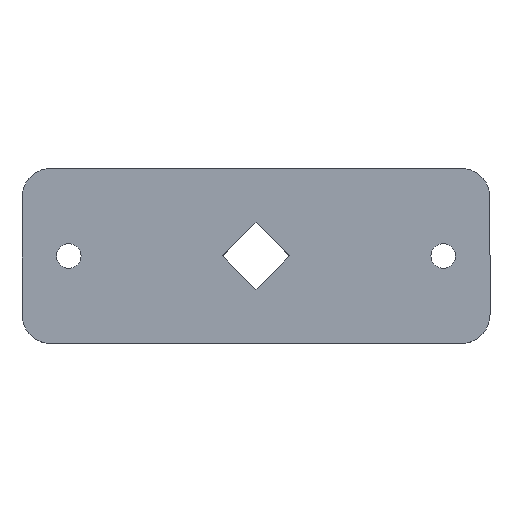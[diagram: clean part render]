
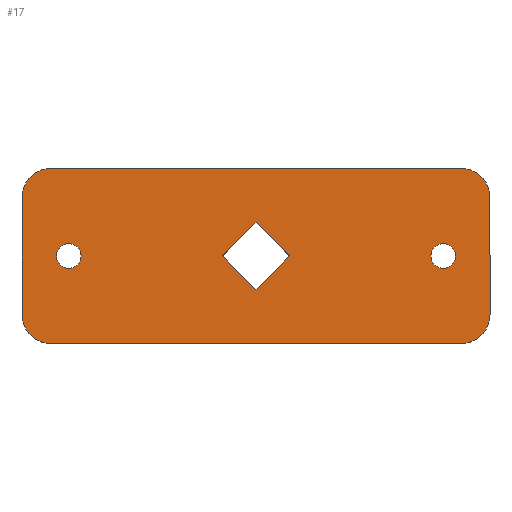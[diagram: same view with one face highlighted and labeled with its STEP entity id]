
A CAD part, top view. The second image highlights one B-rep face of the part: STEP entity #17.
In plain terms, the highlighted planar face has unit normal (0, 0, 1).
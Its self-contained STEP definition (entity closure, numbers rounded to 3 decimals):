
#9 = EDGE_CURVE ( 'NONE', #272, #273, #415, .T. ) ;
#10 = EDGE_CURVE ( 'NONE', #273, #303, #451, .T. ) ;
#11 = EDGE_CURVE ( 'NONE', #303, #659, #416, .T. ) ;
#12 = EDGE_CURVE ( 'NONE', #659, #657, #457, .T. ) ;
#13 = EDGE_CURVE ( 'NONE', #295, #299, #460, .T. ) ;
#14 = VECTOR ( 'NONE', #190, 1000. ) ;
#17 = ADVANCED_FACE ( 'NONE', ( #101, #488, #490, #491 ), #456, .F. ) ;
#19 = EDGE_CURVE ( 'NONE', #660, #274, #178, .T. ) ;
#20 = EDGE_CURVE ( 'NONE', #269, #271, #417, .T. ) ;
#21 = EDGE_CURVE ( 'NONE', #658, #295, #185, .T. ) ;
#22 = EDGE_CURVE ( 'NONE', #299, #661, #188, .T. ) ;
#39 = AXIS2_PLACEMENT_3D ( 'NONE', #450, #454, #455 ) ;
#46 = AXIS2_PLACEMENT_3D ( 'NONE', #388, #389, #390 ) ;
#47 = AXIS2_PLACEMENT_3D ( 'NONE', #400, #401, #402 ) ;
#48 = AXIS2_PLACEMENT_3D ( 'NONE', #382, #386, #387 ) ;
#49 = VECTOR ( 'NONE', #381, 1000. ) ;
#94 = VECTOR ( 'NONE', #453, 1000. ) ;
#95 = VECTOR ( 'NONE', #459, 1000. ) ;
#96 = VECTOR ( 'NONE', #462, 1000. ) ;
#100 = AXIS2_PLACEMENT_3D ( 'NONE', #447, #448, #449 ) ;
#101 = FACE_BOUND ( 'NONE', #315, .T. ) ;
#113 = EDGE_CURVE ( 'NONE', #657, #660, #419, .T. ) ;
#114 = EDGE_CURVE ( 'NONE', #661, #658, #540, .T. ) ;
#120 = AXIS2_PLACEMENT_3D ( 'NONE', #577, #578, #579 ) ;
#139 = EDGE_CURVE ( 'NONE', #339, #346, #420, .T. ) ;
#152 = AXIS2_PLACEMENT_3D ( 'NONE', #242, #537, #538 ) ;
#170 = VECTOR ( 'NONE', #542, 1000. ) ;
#178 = LINE ( 'NONE', #179, #250 ) ;
#179 = CARTESIAN_POINT ( 'NONE',  ( 40., 10., 1.5 ) ) ;
#180 = DIRECTION ( 'NONE',  ( 0., 1., 0. ) ) ;
#181 = CARTESIAN_POINT ( 'NONE',  ( -32., 0., 1.5 ) ) ;
#182 = DIRECTION ( 'NONE',  ( 0., 0., 1. ) ) ;
#183 = DIRECTION ( 'NONE',  ( 1., 0., 0. ) ) ;
#185 = LINE ( 'NONE', #186, #253 ) ;
#186 = CARTESIAN_POINT ( 'NONE',  ( 5.657, 0., 1.5 ) ) ;
#187 = DIRECTION ( 'NONE',  ( -0.707, 0.707, 0. ) ) ;
#188 = LINE ( 'NONE', #189, #14 ) ;
#189 = CARTESIAN_POINT ( 'NONE',  ( -5.657, 0., 1.5 ) ) ;
#190 = DIRECTION ( 'NONE',  ( 0.707, -0.707, 0. ) ) ;
#242 = CARTESIAN_POINT ( 'NONE',  ( 35., -10., 1.5 ) ) ;
#249 = AXIS2_PLACEMENT_3D ( 'NONE', #181, #182, #183 ) ;
#250 = VECTOR ( 'NONE', #180, 1000. ) ;
#253 = VECTOR ( 'NONE', #187, 1000. ) ;
#269 = VERTEX_POINT ( 'NONE', #598 ) ;
#271 = VERTEX_POINT ( 'NONE', #600 ) ;
#272 = VERTEX_POINT ( 'NONE', #601 ) ;
#273 = VERTEX_POINT ( 'NONE', #602 ) ;
#274 = VERTEX_POINT ( 'NONE', #357 ) ;
#275 = VERTEX_POINT ( 'NONE', #358 ) ;
#295 = VERTEX_POINT ( 'NONE', #362 ) ;
#299 = VERTEX_POINT ( 'NONE', #366 ) ;
#303 = VERTEX_POINT ( 'NONE', #370 ) ;
#314 = EDGE_LOOP ( 'NONE', ( #506, #508, #507, #509, #510, #511, #512, #513 ) ) ;
#315 = EDGE_LOOP ( 'NONE', ( #351, #350 ) ) ;
#318 = EDGE_LOOP ( 'NONE', ( #633, #635, #634, #636 ) ) ;
#319 = EDGE_LOOP ( 'NONE', ( #632, #631 ) ) ;
#339 = VERTEX_POINT ( 'NONE', #372 ) ;
#346 = VERTEX_POINT ( 'NONE', #373 ) ;
#350 = ORIENTED_EDGE ( 'NONE', *, *, #605, .F. ) ;
#351 = ORIENTED_EDGE ( 'NONE', *, *, #139, .F. ) ;
#357 = CARTESIAN_POINT ( 'NONE',  ( 40., 10., 1.5 ) ) ;
#358 = CARTESIAN_POINT ( 'NONE',  ( 35., 15., 1.5 ) ) ;
#362 = CARTESIAN_POINT ( 'NONE',  ( 0., 5.657, 1.5 ) ) ;
#366 = CARTESIAN_POINT ( 'NONE',  ( -5.657, 0., 1.5 ) ) ;
#370 = CARTESIAN_POINT ( 'NONE',  ( -40., -10., 1.5 ) ) ;
#372 = CARTESIAN_POINT ( 'NONE',  ( 29.9, 0., 1.5 ) ) ;
#373 = CARTESIAN_POINT ( 'NONE',  ( 34.1, 0., 1.5 ) ) ;
#379 = LINE ( 'NONE', #380, #49 ) ;
#380 = CARTESIAN_POINT ( 'NONE',  ( -35., 15., 1.5 ) ) ;
#381 = DIRECTION ( 'NONE',  ( -1., 0., 0. ) ) ;
#382 = CARTESIAN_POINT ( 'NONE',  ( 32., 0., 1.5 ) ) ;
#386 = DIRECTION ( 'NONE',  ( 0., 0., 1. ) ) ;
#387 = DIRECTION ( 'NONE',  ( 1., 0., 0. ) ) ;
#388 = CARTESIAN_POINT ( 'NONE',  ( -32., 0., 1.5 ) ) ;
#389 = DIRECTION ( 'NONE',  ( 0., 0., 1. ) ) ;
#390 = DIRECTION ( 'NONE',  ( 1., 0., 0. ) ) ;
#400 = CARTESIAN_POINT ( 'NONE',  ( 35., 10., 1.5 ) ) ;
#401 = DIRECTION ( 'NONE',  ( 0., 0., 1. ) ) ;
#402 = DIRECTION ( 'NONE',  ( -1., 0., 0. ) ) ;
#403 = CARTESIAN_POINT ( 'NONE',  ( 35., -15., 1.5 ) ) ;
#404 = CARTESIAN_POINT ( 'NONE',  ( 5.657, 0., 1.5 ) ) ;
#405 = CARTESIAN_POINT ( 'NONE',  ( -35., -15., 1.5 ) ) ;
#406 = CARTESIAN_POINT ( 'NONE',  ( 40., -10., 1.5 ) ) ;
#407 = CARTESIAN_POINT ( 'NONE',  ( 0., -5.657, 1.5 ) ) ;
#415 = CIRCLE ( 'NONE', #100, 5. ) ;
#416 = CIRCLE ( 'NONE', #39, 5. ) ;
#417 = CIRCLE ( 'NONE', #249, 2.1 ) ;
#419 = CIRCLE ( 'NONE', #152, 5. ) ;
#420 = CIRCLE ( 'NONE', #120, 2.1 ) ;
#447 = CARTESIAN_POINT ( 'NONE',  ( -35., 10., 1.5 ) ) ;
#448 = DIRECTION ( 'NONE',  ( 0., 0., 1. ) ) ;
#449 = DIRECTION ( 'NONE',  ( 1., 0., 0. ) ) ;
#450 = CARTESIAN_POINT ( 'NONE',  ( -35., -10., 1.5 ) ) ;
#451 = LINE ( 'NONE', #452, #94 ) ;
#452 = CARTESIAN_POINT ( 'NONE',  ( -40., 10., 1.5 ) ) ;
#453 = DIRECTION ( 'NONE',  ( 0., -1., 0. ) ) ;
#454 = DIRECTION ( 'NONE',  ( 0., 0., 1. ) ) ;
#455 = DIRECTION ( 'NONE',  ( 1., 0., 0. ) ) ;
#456 = PLANE ( 'NONE',  #492 ) ;
#457 = LINE ( 'NONE', #458, #95 ) ;
#458 = CARTESIAN_POINT ( 'NONE',  ( -35., -15., 1.5 ) ) ;
#459 = DIRECTION ( 'NONE',  ( 1., 0., 0. ) ) ;
#460 = LINE ( 'NONE', #461, #96 ) ;
#461 = CARTESIAN_POINT ( 'NONE',  ( 0., 5.657, 1.5 ) ) ;
#462 = DIRECTION ( 'NONE',  ( -0.707, -0.707, 0. ) ) ;
#463 = CARTESIAN_POINT ( 'NONE',  ( 35., 10., 1.5 ) ) ;
#464 = DIRECTION ( 'NONE',  ( 0., 0., -1. ) ) ;
#465 = DIRECTION ( 'NONE',  ( -1., 0., 0. ) ) ;
#471 = CIRCLE ( 'NONE', #46, 2.1 ) ;
#472 = CIRCLE ( 'NONE', #47, 5. ) ;
#473 = CIRCLE ( 'NONE', #48, 2.1 ) ;
#488 = FACE_OUTER_BOUND ( 'NONE', #314, .T. ) ;
#490 = FACE_BOUND ( 'NONE', #319, .T. ) ;
#491 = FACE_BOUND ( 'NONE', #318, .T. ) ;
#492 = AXIS2_PLACEMENT_3D ( 'NONE', #463, #464, #465 ) ;
#506 = ORIENTED_EDGE ( 'NONE', *, *, #611, .T. ) ;
#507 = ORIENTED_EDGE ( 'NONE', *, *, #9, .T. ) ;
#508 = ORIENTED_EDGE ( 'NONE', *, *, #603, .T. ) ;
#509 = ORIENTED_EDGE ( 'NONE', *, *, #10, .T. ) ;
#510 = ORIENTED_EDGE ( 'NONE', *, *, #11, .T. ) ;
#511 = ORIENTED_EDGE ( 'NONE', *, *, #12, .T. ) ;
#512 = ORIENTED_EDGE ( 'NONE', *, *, #113, .T. ) ;
#513 = ORIENTED_EDGE ( 'NONE', *, *, #19, .T. ) ;
#537 = DIRECTION ( 'NONE',  ( 0., 0., 1. ) ) ;
#538 = DIRECTION ( 'NONE',  ( 1., 0., 0. ) ) ;
#540 = LINE ( 'NONE', #541, #170 ) ;
#541 = CARTESIAN_POINT ( 'NONE',  ( 0., -5.657, 1.5 ) ) ;
#542 = DIRECTION ( 'NONE',  ( 0.707, 0.707, 0. ) ) ;
#577 = CARTESIAN_POINT ( 'NONE',  ( 32., 0., 1.5 ) ) ;
#578 = DIRECTION ( 'NONE',  ( 0., 0., 1. ) ) ;
#579 = DIRECTION ( 'NONE',  ( 1., 0., 0. ) ) ;
#598 = CARTESIAN_POINT ( 'NONE',  ( -29.9, 0., 1.5 ) ) ;
#600 = CARTESIAN_POINT ( 'NONE',  ( -34.1, 0., 1.5 ) ) ;
#601 = CARTESIAN_POINT ( 'NONE',  ( -35., 15., 1.5 ) ) ;
#602 = CARTESIAN_POINT ( 'NONE',  ( -40., 10., 1.5 ) ) ;
#603 = EDGE_CURVE ( 'NONE', #275, #272, #379, .T. ) ;
#605 = EDGE_CURVE ( 'NONE', #346, #339, #473, .T. ) ;
#606 = EDGE_CURVE ( 'NONE', #271, #269, #471, .T. ) ;
#611 = EDGE_CURVE ( 'NONE', #274, #275, #472, .T. ) ;
#631 = ORIENTED_EDGE ( 'NONE', *, *, #20, .F. ) ;
#632 = ORIENTED_EDGE ( 'NONE', *, *, #606, .F. ) ;
#633 = ORIENTED_EDGE ( 'NONE', *, *, #21, .F. ) ;
#634 = ORIENTED_EDGE ( 'NONE', *, *, #22, .F. ) ;
#635 = ORIENTED_EDGE ( 'NONE', *, *, #114, .F. ) ;
#636 = ORIENTED_EDGE ( 'NONE', *, *, #13, .F. ) ;
#657 = VERTEX_POINT ( 'NONE', #403 ) ;
#658 = VERTEX_POINT ( 'NONE', #404 ) ;
#659 = VERTEX_POINT ( 'NONE', #405 ) ;
#660 = VERTEX_POINT ( 'NONE', #406 ) ;
#661 = VERTEX_POINT ( 'NONE', #407 ) ;
